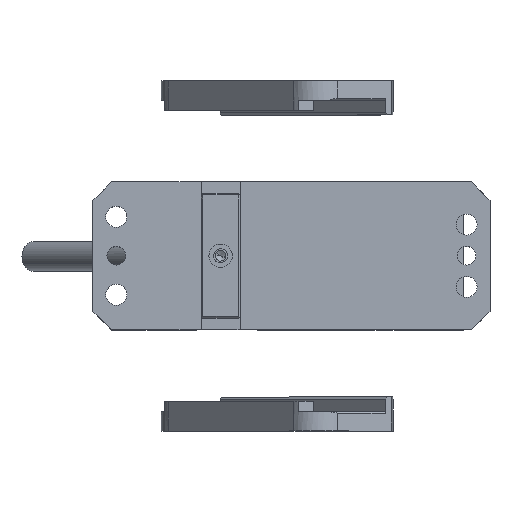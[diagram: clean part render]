
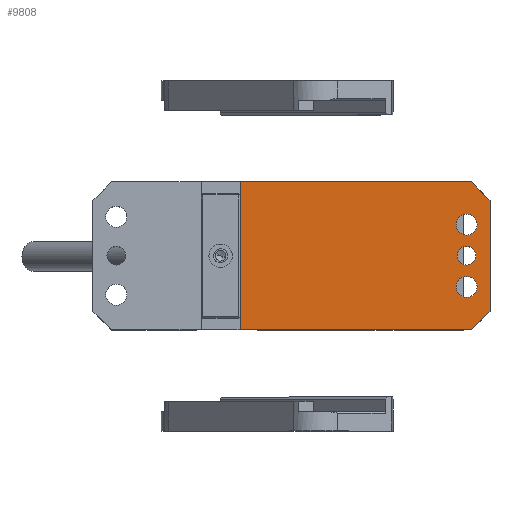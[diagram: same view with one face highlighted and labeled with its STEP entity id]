
A CAD part, top view. The second image highlights one B-rep face of the part: STEP entity #9808.
In plain terms, the highlighted planar face has unit normal (0, 0, 1).
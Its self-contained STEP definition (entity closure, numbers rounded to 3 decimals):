
#8499=CARTESIAN_POINT('Vertex',(-7.,-47.5,120.)) ;
#8502=CARTESIAN_POINT('Line Origine',(-81.25,-47.5,120.)) ;
#8506=CARTESIAN_POINT('Vertex',(-155.5,-47.5,120.)) ;
#8839=CARTESIAN_POINT('Vertex',(-155.5,47.5,120.)) ;
#8842=CARTESIAN_POINT('Line Origine',(-81.25,47.5,120.)) ;
#8846=CARTESIAN_POINT('Vertex',(-7.,47.5,120.)) ;
#9566=CARTESIAN_POINT('Axis2P3D Location',(5.,0.,120.)) ;
#9715=CARTESIAN_POINT('Line Origine',(-155.5,0.,120.)) ;
#9727=CARTESIAN_POINT('Line Origine',(5.,0.,120.)) ;
#9731=CARTESIAN_POINT('Vertex',(5.,-35.5,120.)) ;
#9733=CARTESIAN_POINT('Vertex',(5.,35.5,120.)) ;
#9736=CARTESIAN_POINT('Line Origine',(-1.,41.5,120.)) ;
#9741=CARTESIAN_POINT('Line Origine',(-1.,-41.5,120.)) ;
#9754=CARTESIAN_POINT('Axis2P3D Location',(-10.,-20.,120.)) ;
#9758=CARTESIAN_POINT('Vertex',(-10.,-13.25,120.)) ;
#9760=CARTESIAN_POINT('Vertex',(-10.,-26.75,120.)) ;
#9763=CARTESIAN_POINT('Axis2P3D Location',(-10.,-20.,120.)) ;
#9772=CARTESIAN_POINT('Axis2P3D Location',(-10.,20.,120.)) ;
#9776=CARTESIAN_POINT('Vertex',(-10.,26.75,120.)) ;
#9778=CARTESIAN_POINT('Vertex',(-10.,13.25,120.)) ;
#9781=CARTESIAN_POINT('Axis2P3D Location',(-10.,20.,120.)) ;
#9790=CARTESIAN_POINT('Axis2P3D Location',(-10.,0.,120.)) ;
#9794=CARTESIAN_POINT('Vertex',(-10.,6.,120.)) ;
#9796=CARTESIAN_POINT('Vertex',(-10.,-6.,120.)) ;
#9799=CARTESIAN_POINT('Axis2P3D Location',(-10.,0.,120.)) ;
#8503=DIRECTION('Vector Direction',(1.,0.,0.)) ;
#8843=DIRECTION('Vector Direction',(1.,0.,0.)) ;
#9567=DIRECTION('Axis2P3D Direction',(0.,0.,-1.)) ;
#9568=DIRECTION('Axis2P3D XDirection',(-1.,0.,0.)) ;
#9716=DIRECTION('Vector Direction',(0.,1.,0.)) ;
#9728=DIRECTION('Vector Direction',(0.,1.,0.)) ;
#9737=DIRECTION('Vector Direction',(-0.707,0.707,0.)) ;
#9742=DIRECTION('Vector Direction',(-0.707,-0.707,0.)) ;
#9755=DIRECTION('Axis2P3D Direction',(0.,0.,-1.)) ;
#9764=DIRECTION('Axis2P3D Direction',(0.,0.,-1.)) ;
#9773=DIRECTION('Axis2P3D Direction',(0.,0.,-1.)) ;
#9782=DIRECTION('Axis2P3D Direction',(0.,0.,-1.)) ;
#9791=DIRECTION('Axis2P3D Direction',(0.,0.,-1.)) ;
#9800=DIRECTION('Axis2P3D Direction',(0.,0.,-1.)) ;
#9569=AXIS2_PLACEMENT_3D('Plane Axis2P3D',#9566,#9567,#9568) ;
#9756=AXIS2_PLACEMENT_3D('Circle Axis2P3D',#9754,#9755,$) ;
#9765=AXIS2_PLACEMENT_3D('Circle Axis2P3D',#9763,#9764,$) ;
#9774=AXIS2_PLACEMENT_3D('Circle Axis2P3D',#9772,#9773,$) ;
#9783=AXIS2_PLACEMENT_3D('Circle Axis2P3D',#9781,#9782,$) ;
#9792=AXIS2_PLACEMENT_3D('Circle Axis2P3D',#9790,#9791,$) ;
#9801=AXIS2_PLACEMENT_3D('Circle Axis2P3D',#9799,#9800,$) ;
#9747=ORIENTED_EDGE('',*,*,#9735,.T.) ;
#9748=ORIENTED_EDGE('',*,*,#9740,.T.) ;
#9749=ORIENTED_EDGE('',*,*,#8848,.F.) ;
#9750=ORIENTED_EDGE('',*,*,#9719,.F.) ;
#9751=ORIENTED_EDGE('',*,*,#8508,.T.) ;
#9752=ORIENTED_EDGE('',*,*,#9745,.F.) ;
#9769=ORIENTED_EDGE('',*,*,#9762,.T.) ;
#9770=ORIENTED_EDGE('',*,*,#9767,.T.) ;
#9787=ORIENTED_EDGE('',*,*,#9780,.T.) ;
#9788=ORIENTED_EDGE('',*,*,#9785,.T.) ;
#9805=ORIENTED_EDGE('',*,*,#9798,.T.) ;
#9806=ORIENTED_EDGE('',*,*,#9803,.T.) ;
#9771=FACE_BOUND('',#9768,.T.) ;
#9789=FACE_BOUND('',#9786,.T.) ;
#9807=FACE_BOUND('',#9804,.T.) ;
#8504=VECTOR('Line Direction',#8503,1.) ;
#8844=VECTOR('Line Direction',#8843,1.) ;
#9717=VECTOR('Line Direction',#9716,1.) ;
#9729=VECTOR('Line Direction',#9728,1.) ;
#9738=VECTOR('Line Direction',#9737,1.) ;
#9743=VECTOR('Line Direction',#9742,1.) ;
#9808=ADVANCED_FACE('SCHIEBERBETT',(#9753,#9771,#9789,#9807),#9570,.F.) ;
#9757=CIRCLE('generated circle',#9756,6.75) ;
#9766=CIRCLE('generated circle',#9765,6.75) ;
#9775=CIRCLE('generated circle',#9774,6.75) ;
#9784=CIRCLE('generated circle',#9783,6.75) ;
#9793=CIRCLE('generated circle',#9792,6.) ;
#9802=CIRCLE('generated circle',#9801,6.) ;
#8508=EDGE_CURVE('',#8507,#8500,#8505,.T.) ;
#8848=EDGE_CURVE('',#8840,#8847,#8845,.T.) ;
#9719=EDGE_CURVE('',#8507,#8840,#9718,.T.) ;
#9735=EDGE_CURVE('',#9732,#9734,#9730,.T.) ;
#9740=EDGE_CURVE('',#9734,#8847,#9739,.T.) ;
#9745=EDGE_CURVE('',#9732,#8500,#9744,.T.) ;
#9762=EDGE_CURVE('',#9759,#9761,#9757,.T.) ;
#9767=EDGE_CURVE('',#9761,#9759,#9766,.T.) ;
#9780=EDGE_CURVE('',#9777,#9779,#9775,.T.) ;
#9785=EDGE_CURVE('',#9779,#9777,#9784,.T.) ;
#9798=EDGE_CURVE('',#9795,#9797,#9793,.T.) ;
#9803=EDGE_CURVE('',#9797,#9795,#9802,.T.) ;
#9746=EDGE_LOOP('',(#9747,#9748,#9749,#9750,#9751,#9752)) ;
#9768=EDGE_LOOP('',(#9769,#9770)) ;
#9786=EDGE_LOOP('',(#9787,#9788)) ;
#9804=EDGE_LOOP('',(#9805,#9806)) ;
#9753=FACE_OUTER_BOUND('',#9746,.T.) ;
#8505=LINE('Line',#8502,#8504) ;
#8845=LINE('Line',#8842,#8844) ;
#9718=LINE('Line',#9715,#9717) ;
#9730=LINE('Line',#9727,#9729) ;
#9739=LINE('Line',#9736,#9738) ;
#9744=LINE('Line',#9741,#9743) ;
#9570=PLANE('',#9569) ;
#8500=VERTEX_POINT('',#8499) ;
#8507=VERTEX_POINT('',#8506) ;
#8840=VERTEX_POINT('',#8839) ;
#8847=VERTEX_POINT('',#8846) ;
#9732=VERTEX_POINT('',#9731) ;
#9734=VERTEX_POINT('',#9733) ;
#9759=VERTEX_POINT('',#9758) ;
#9761=VERTEX_POINT('',#9760) ;
#9777=VERTEX_POINT('',#9776) ;
#9779=VERTEX_POINT('',#9778) ;
#9795=VERTEX_POINT('',#9794) ;
#9797=VERTEX_POINT('',#9796) ;
